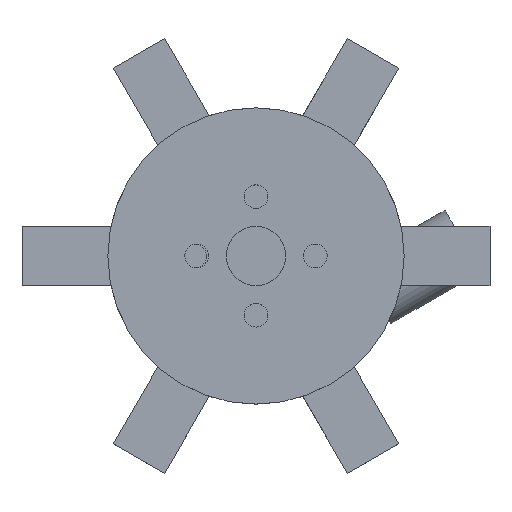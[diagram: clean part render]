
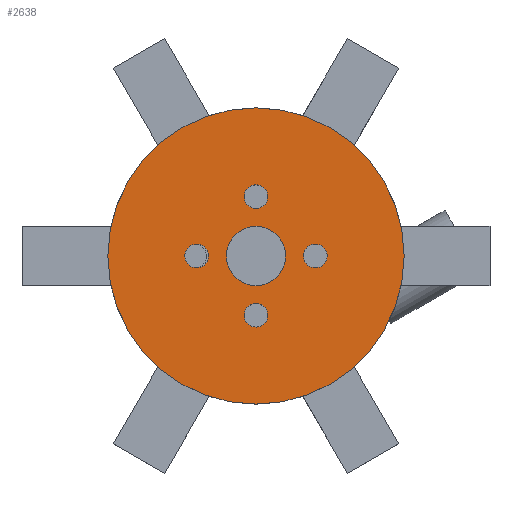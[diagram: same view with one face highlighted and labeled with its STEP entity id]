
A CAD part, top view. The second image highlights one B-rep face of the part: STEP entity #2638.
In plain terms, the highlighted planar face has unit normal (0, 0, 1).
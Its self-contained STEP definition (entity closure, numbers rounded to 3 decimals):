
#138=FACE_BOUND('',#476,.T.);
#139=FACE_BOUND('',#477,.T.);
#140=FACE_BOUND('',#478,.T.);
#141=FACE_BOUND('',#479,.T.);
#142=FACE_BOUND('',#480,.T.);
#212=PLANE('',#3071);
#315=FACE_OUTER_BOUND('',#475,.T.);
#475=EDGE_LOOP('',(#1889));
#476=EDGE_LOOP('',(#1890));
#477=EDGE_LOOP('',(#1891));
#478=EDGE_LOOP('',(#1892));
#479=EDGE_LOOP('',(#1893));
#480=EDGE_LOOP('',(#1894));
#1151=CIRCLE('',#3054,2.);
#1153=CIRCLE('',#3057,2.);
#1155=CIRCLE('',#3060,2.);
#1157=CIRCLE('',#3063,2.);
#1159=CIRCLE('',#3066,5.);
#1161=CIRCLE('',#3069,25.);
#1279=VERTEX_POINT('',#4232);
#1281=VERTEX_POINT('',#4238);
#1283=VERTEX_POINT('',#4244);
#1285=VERTEX_POINT('',#4250);
#1287=VERTEX_POINT('',#4256);
#1289=VERTEX_POINT('',#4262);
#1513=EDGE_CURVE('',#1279,#1279,#1151,.T.);
#1516=EDGE_CURVE('',#1281,#1281,#1153,.T.);
#1519=EDGE_CURVE('',#1283,#1283,#1155,.T.);
#1522=EDGE_CURVE('',#1285,#1285,#1157,.T.);
#1525=EDGE_CURVE('',#1287,#1287,#1159,.T.);
#1528=EDGE_CURVE('',#1289,#1289,#1161,.T.);
#1889=ORIENTED_EDGE('',*,*,#1528,.T.);
#1890=ORIENTED_EDGE('',*,*,#1525,.T.);
#1891=ORIENTED_EDGE('',*,*,#1522,.T.);
#1892=ORIENTED_EDGE('',*,*,#1519,.T.);
#1893=ORIENTED_EDGE('',*,*,#1516,.T.);
#1894=ORIENTED_EDGE('',*,*,#1513,.T.);
#2638=ADVANCED_FACE('',(#315,#138,#139,#140,#141,#142),#212,.T.);
#3054=AXIS2_PLACEMENT_3D('',#4233,#3375,#3376);
#3057=AXIS2_PLACEMENT_3D('',#4239,#3382,#3383);
#3060=AXIS2_PLACEMENT_3D('',#4245,#3389,#3390);
#3063=AXIS2_PLACEMENT_3D('',#4251,#3396,#3397);
#3066=AXIS2_PLACEMENT_3D('',#4257,#3403,#3404);
#3069=AXIS2_PLACEMENT_3D('',#4263,#3410,#3411);
#3071=AXIS2_PLACEMENT_3D('',#4267,#3415,#3416);
#3375=DIRECTION('center_axis',(0.,0.,-1.));
#3376=DIRECTION('ref_axis',(1.,0.,0.));
#3382=DIRECTION('center_axis',(0.,0.,-1.));
#3383=DIRECTION('ref_axis',(1.,0.,0.));
#3389=DIRECTION('center_axis',(0.,0.,-1.));
#3390=DIRECTION('ref_axis',(1.,0.,0.));
#3396=DIRECTION('center_axis',(0.,0.,-1.));
#3397=DIRECTION('ref_axis',(1.,0.,0.));
#3403=DIRECTION('center_axis',(0.,0.,-1.));
#3404=DIRECTION('ref_axis',(1.,0.,0.));
#3410=DIRECTION('center_axis',(0.,0.,1.));
#3411=DIRECTION('ref_axis',(-1.,0.,0.));
#3415=DIRECTION('center_axis',(0.,0.,1.));
#3416=DIRECTION('ref_axis',(1.,0.,0.));
#4232=CARTESIAN_POINT('',(-12.,0.,2.));
#4233=CARTESIAN_POINT('Origin',(-10.,0.,2.));
#4238=CARTESIAN_POINT('',(-2.,10.,2.));
#4239=CARTESIAN_POINT('Origin',(0.,10.,2.));
#4244=CARTESIAN_POINT('',(8.,0.,2.));
#4245=CARTESIAN_POINT('Origin',(10.,0.,2.));
#4250=CARTESIAN_POINT('',(-2.,-10.,2.));
#4251=CARTESIAN_POINT('Origin',(0.,-10.,2.));
#4256=CARTESIAN_POINT('',(-5.,0.,2.));
#4257=CARTESIAN_POINT('Origin',(0.,0.,2.));
#4262=CARTESIAN_POINT('',(25.,0.,2.));
#4263=CARTESIAN_POINT('Origin',(0.,0.,2.));
#4267=CARTESIAN_POINT('Origin',(0.,0.,2.));
